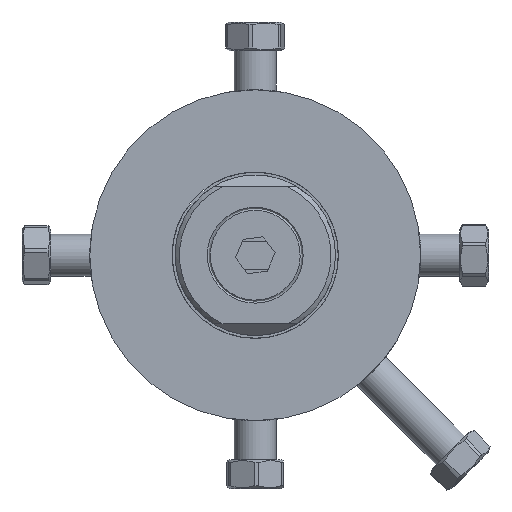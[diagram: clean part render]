
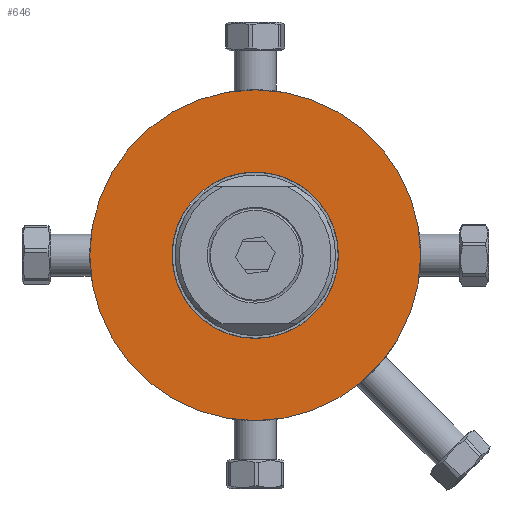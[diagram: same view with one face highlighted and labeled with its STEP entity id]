
A CAD part, left-side view. The second image highlights one B-rep face of the part: STEP entity #646.
In plain terms, the highlighted planar face has unit normal (-1, 0, 0).
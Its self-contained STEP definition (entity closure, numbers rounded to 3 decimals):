
#400=CARTESIAN_POINT('',(6.35,18.986,0.0));
#401=VERTEX_POINT('',#400);
#402=CARTESIAN_POINT('',(6.35,0.,0.0));
#403=DIRECTION('',(1.0,0.0,0.0));
#404=DIRECTION('',(0.0,1.0,0.0));
#405=AXIS2_PLACEMENT_3D('',#402,#403,#404);
#406=CIRCLE('',#405,18.986);
#407=EDGE_CURVE('',#401,#401,#406,.T.);
#627=CARTESIAN_POINT('',(6.35,14.256,0.0));
#628=DIRECTION('',(-1.0,0.0,0.0));
#629=DIRECTION('',(0.0,0.0,1.0));
#630=AXIS2_PLACEMENT_3D('',#627,#628,#629);
#631=PLANE('',#630);
#632=ORIENTED_EDGE('',*,*,#407,.F.);
#633=EDGE_LOOP('',(#632));
#634=FACE_OUTER_BOUND('',#633,.T.);
#635=CARTESIAN_POINT('',(6.35,9.55,0.));
#636=VERTEX_POINT('',#635);
#637=CARTESIAN_POINT('',(6.35,0.,0.0));
#638=DIRECTION('',(-1.0,0.0,0.0));
#639=DIRECTION('',(0.0,-1.0,0.0));
#640=AXIS2_PLACEMENT_3D('',#637,#638,#639);
#641=CIRCLE('',#640,9.55);
#642=EDGE_CURVE('',#636,#636,#641,.T.);
#643=ORIENTED_EDGE('',*,*,#642,.F.);
#644=EDGE_LOOP('',(#643));
#645=FACE_BOUND('',#644,.T.);
#646=ADVANCED_FACE('',(#634,#645),#631,.T.);
